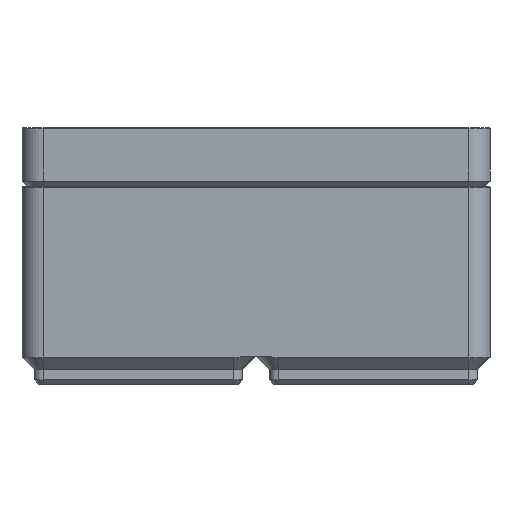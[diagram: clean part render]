
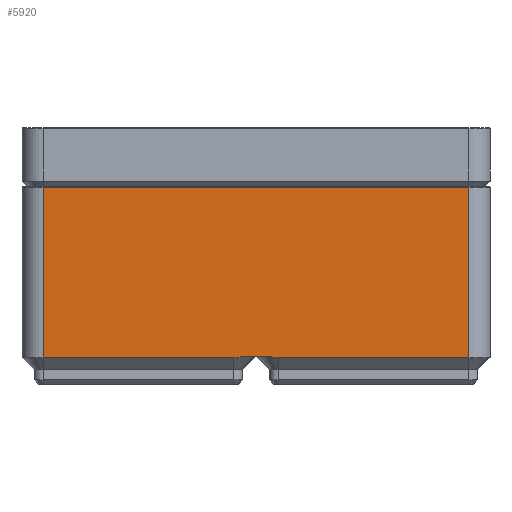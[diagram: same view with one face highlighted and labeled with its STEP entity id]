
A CAD part, left-side view. The second image highlights one B-rep face of the part: STEP entity #5920.
In plain terms, the highlighted planar face has unit normal (-1, 0, 0).
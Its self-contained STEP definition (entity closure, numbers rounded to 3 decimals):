
#163=(
BOUNDED_CURVE()
B_SPLINE_CURVE(2,(#9202,#9203,#9204),.UNSPECIFIED.,.F.,.F.)
B_SPLINE_CURVE_WITH_KNOTS((3,3),(0.,0.142),.UNSPECIFIED.)
CURVE()
GEOMETRIC_REPRESENTATION_ITEM()
RATIONAL_B_SPLINE_CURVE((1.,1.017,1.))
REPRESENTATION_ITEM('')
);
#164=(
BOUNDED_CURVE()
B_SPLINE_CURVE(2,(#9208,#9209,#9210),.UNSPECIFIED.,.F.,.F.)
B_SPLINE_CURVE_WITH_KNOTS((3,3),(0.142,0.284),
 .UNSPECIFIED.)
CURVE()
GEOMETRIC_REPRESENTATION_ITEM()
RATIONAL_B_SPLINE_CURVE((1.,1.017,1.))
REPRESENTATION_ITEM('')
);
#174=PLANE('',#6378);
#393=FACE_OUTER_BOUND('',#806,.T.);
#806=EDGE_LOOP('',(#4125,#4126,#4127,#4128,#4129,#4130,#4131,#4132));
#1263=LINE('',#9195,#1836);
#1264=LINE('',#9198,#1837);
#1265=LINE('',#9200,#1838);
#1266=LINE('',#9206,#1839);
#1267=LINE('',#9212,#1840);
#1268=LINE('',#9213,#1841);
#1836=VECTOR('',#7150,10.);
#1837=VECTOR('',#7153,10.);
#1838=VECTOR('',#7154,10.);
#1839=VECTOR('',#7155,10.);
#1840=VECTOR('',#7156,10.);
#1841=VECTOR('',#7157,10.);
#2711=VERTEX_POINT('',#9191);
#2712=VERTEX_POINT('',#9193);
#2713=VERTEX_POINT('',#9197);
#2714=VERTEX_POINT('',#9199);
#2715=VERTEX_POINT('',#9201);
#2716=VERTEX_POINT('',#9205);
#2717=VERTEX_POINT('',#9207);
#2718=VERTEX_POINT('',#9211);
#3223=EDGE_CURVE('',#2711,#2712,#1263,.T.);
#3224=EDGE_CURVE('',#2711,#2713,#1264,.T.);
#3225=EDGE_CURVE('',#2714,#2712,#1265,.T.);
#3226=EDGE_CURVE('',#2715,#2714,#163,.T.);
#3227=EDGE_CURVE('',#2716,#2715,#1266,.T.);
#3228=EDGE_CURVE('',#2717,#2716,#164,.T.);
#3229=EDGE_CURVE('',#2718,#2717,#1267,.T.);
#3230=EDGE_CURVE('',#2718,#2713,#1268,.T.);
#4125=ORIENTED_EDGE('',*,*,#3224,.F.);
#4126=ORIENTED_EDGE('',*,*,#3223,.T.);
#4127=ORIENTED_EDGE('',*,*,#3225,.F.);
#4128=ORIENTED_EDGE('',*,*,#3226,.F.);
#4129=ORIENTED_EDGE('',*,*,#3227,.F.);
#4130=ORIENTED_EDGE('',*,*,#3228,.F.);
#4131=ORIENTED_EDGE('',*,*,#3229,.F.);
#4132=ORIENTED_EDGE('',*,*,#3230,.T.);
#5920=ADVANCED_FACE('',(#393),#174,.F.);
#6378=AXIS2_PLACEMENT_3D('',#9196,#7151,#7152);
#7150=DIRECTION('',(0.,0.,-1.));
#7151=DIRECTION('center_axis',(1.,0.,0.));
#7152=DIRECTION('ref_axis',(0.,1.,0.));
#7153=DIRECTION('',(0.,-1.,0.));
#7154=DIRECTION('',(0.,1.,0.));
#7155=DIRECTION('',(0.,1.,0.));
#7156=DIRECTION('',(0.,1.,0.));
#7157=DIRECTION('',(0.,0.,1.));
#9191=CARTESIAN_POINT('',(0.25,80.,35.185));
#9193=CARTESIAN_POINT('',(0.25,80.,4.75));
#9195=CARTESIAN_POINT('',(0.25,80.,5.));
#9196=CARTESIAN_POINT('Origin',(0.25,4.,5.));
#9197=CARTESIAN_POINT('',(0.25,4.,35.185));
#9198=CARTESIAN_POINT('',(0.25,50.5,35.185));
#9199=CARTESIAN_POINT('',(0.25,46.,4.75));
#9200=CARTESIAN_POINT('',(0.25,33.5,4.75));
#9201=CARTESIAN_POINT('',(0.25,44.608,5.));
#9202=CARTESIAN_POINT('Ctrl Pts',(0.25,44.608,5.));
#9203=CARTESIAN_POINT('Ctrl Pts',(0.25,45.326,4.75));
#9204=CARTESIAN_POINT('Ctrl Pts',(0.25,46.,4.75));
#9205=CARTESIAN_POINT('',(0.25,39.392,5.));
#9206=CARTESIAN_POINT('',(0.25,23.,5.));
#9207=CARTESIAN_POINT('',(0.25,38.,4.75));
#9208=CARTESIAN_POINT('Ctrl Pts',(0.25,38.,4.75));
#9209=CARTESIAN_POINT('Ctrl Pts',(0.25,38.674,4.75));
#9210=CARTESIAN_POINT('Ctrl Pts',(0.25,39.392,5.));
#9211=CARTESIAN_POINT('',(0.25,4.,4.75));
#9212=CARTESIAN_POINT('',(0.25,12.5,4.75));
#9213=CARTESIAN_POINT('',(0.25,4.,5.));
